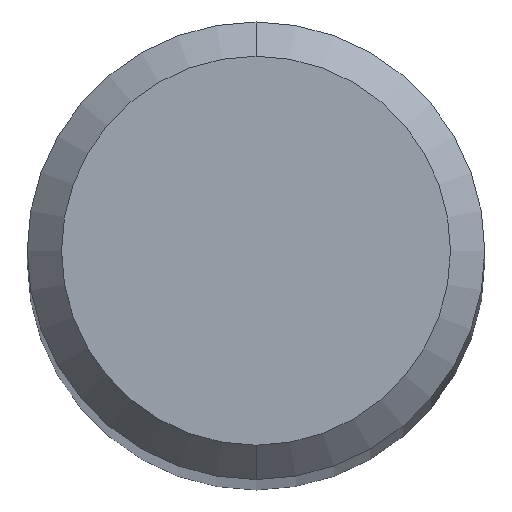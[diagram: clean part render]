
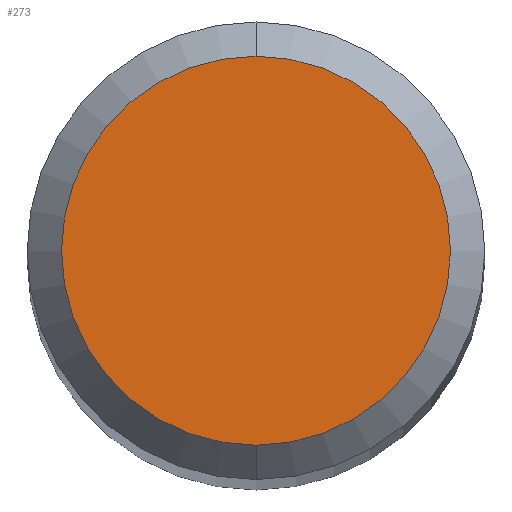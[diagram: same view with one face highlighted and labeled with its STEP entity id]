
A CAD part, top view. The second image highlights one B-rep face of the part: STEP entity #273.
In plain terms, the highlighted planar face has unit normal (0, 0, 1).
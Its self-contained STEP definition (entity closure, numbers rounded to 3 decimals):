
#245=EDGE_CURVE('',#329,#369,#557,.T.);
#273=ADVANCED_FACE('',(#589),#590,.T.);
#285=EDGE_CURVE('',#369,#329,#602,.T.);
#329=VERTEX_POINT('',#654);
#369=VERTEX_POINT('',#698);
#557=CIRCLE('',#957,1.7);
#589=FACE_OUTER_BOUND('',#1023,.T.);
#590=PLANE('',#1024);
#602=CIRCLE('',#1042,1.7);
#654=CARTESIAN_POINT('',(0.,-1.7,0.0));
#698=CARTESIAN_POINT('',(0.0,1.7,0.0));
#957=AXIS2_PLACEMENT_3D('',#1518,#1519,#1520);
#1023=EDGE_LOOP('',(#1569,#1570));
#1024=AXIS2_PLACEMENT_3D('',#1571,#1572,#1573);
#1042=AXIS2_PLACEMENT_3D('',#1579,#1580,#1581);
#1518=CARTESIAN_POINT('',(0.0,0.0,0.0));
#1519=DIRECTION('',(0.0,0.0,-1.0));
#1520=DIRECTION('',(0.0,1.0,0.0));
#1569=ORIENTED_EDGE('',*,*,#285,.F.);
#1570=ORIENTED_EDGE('',*,*,#245,.F.);
#1571=CARTESIAN_POINT('',(0.0,0.85,0.0));
#1572=DIRECTION('',(-0.0,0.0,1.0));
#1573=DIRECTION('',(0.0,-1.0,0.0));
#1579=CARTESIAN_POINT('',(0.0,0.0,0.0));
#1580=DIRECTION('',(0.0,0.0,-1.0));
#1581=DIRECTION('',(0.0,1.0,0.0));
